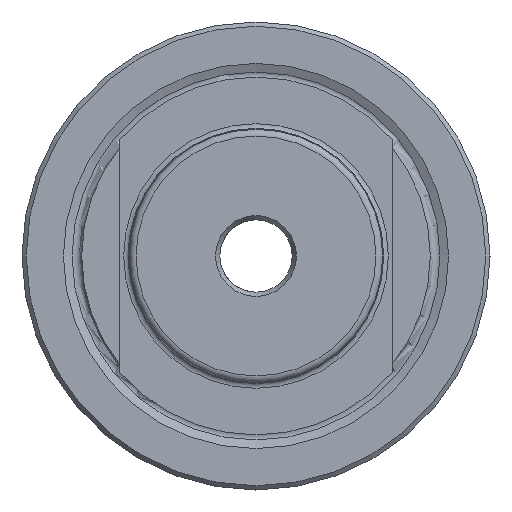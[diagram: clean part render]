
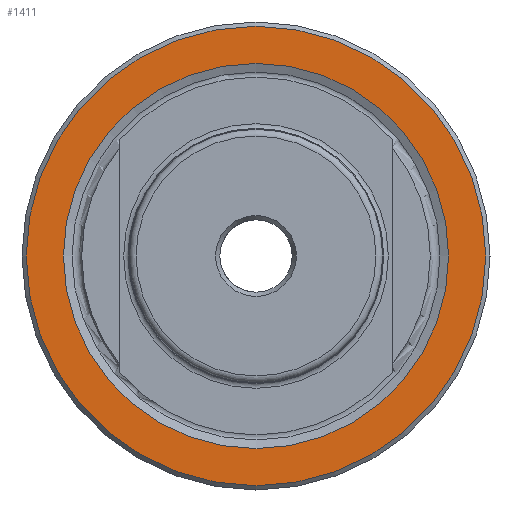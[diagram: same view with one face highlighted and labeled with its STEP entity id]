
A CAD part, left-side view. The second image highlights one B-rep face of the part: STEP entity #1411.
In plain terms, the highlighted planar face has unit normal (-1, 0, 0).
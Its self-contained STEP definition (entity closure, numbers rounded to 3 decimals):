
#104 = EDGE_LOOP ( 'NONE', ( #873 ) ) ;
#172 = AXIS2_PLACEMENT_3D ( 'NONE', #557, #2171, #2607 ) ;
#462 = CARTESIAN_POINT ( 'NONE',  ( 30., 0., 22.632 ) ) ;
#484 = DIRECTION ( 'NONE',  ( -1., 0., 0. ) ) ;
#486 = AXIS2_PLACEMENT_3D ( 'NONE', #462, #1097, #689 ) ;
#518 = CIRCLE ( 'NONE', #172, 22.632 ) ;
#550 = VERTEX_POINT ( 'NONE', #2395 ) ;
#557 = CARTESIAN_POINT ( 'NONE',  ( 30., 0., 0. ) ) ;
#580 = FACE_OUTER_BOUND ( 'NONE', #1514, .T. ) ;
#689 = DIRECTION ( 'NONE',  ( 0., 0., -1. ) ) ;
#751 = CARTESIAN_POINT ( 'NONE',  ( 30., 0., 22.632 ) ) ;
#775 = ORIENTED_EDGE ( 'NONE', *, *, #2667, .T. ) ;
#873 = ORIENTED_EDGE ( 'NONE', *, *, #2402, .F. ) ;
#1097 = DIRECTION ( 'NONE',  ( 1., 0., 0. ) ) ;
#1374 = VERTEX_POINT ( 'NONE', #751 ) ;
#1411 = ADVANCED_FACE ( 'NONE', ( #2099, #580 ), #1927, .F. ) ;
#1514 = EDGE_LOOP ( 'NONE', ( #775 ) ) ;
#1551 = CARTESIAN_POINT ( 'NONE',  ( 30., 0., 0. ) ) ;
#1582 = AXIS2_PLACEMENT_3D ( 'NONE', #1551, #484, #2343 ) ;
#1927 = PLANE ( 'NONE',  #486 ) ;
#2099 = FACE_BOUND ( 'NONE', #104, .T. ) ;
#2171 = DIRECTION ( 'NONE',  ( -1., 0., 0. ) ) ;
#2343 = DIRECTION ( 'NONE',  ( 0., 0., 1. ) ) ;
#2395 = CARTESIAN_POINT ( 'NONE',  ( 30., 0., 27. ) ) ;
#2402 = EDGE_CURVE ( 'NONE', #1374, #1374, #518, .T. ) ;
#2432 = CIRCLE ( 'NONE', #1582, 27. ) ;
#2607 = DIRECTION ( 'NONE',  ( 0., 0., 1. ) ) ;
#2667 = EDGE_CURVE ( 'NONE', #550, #550, #2432, .T. ) ;
